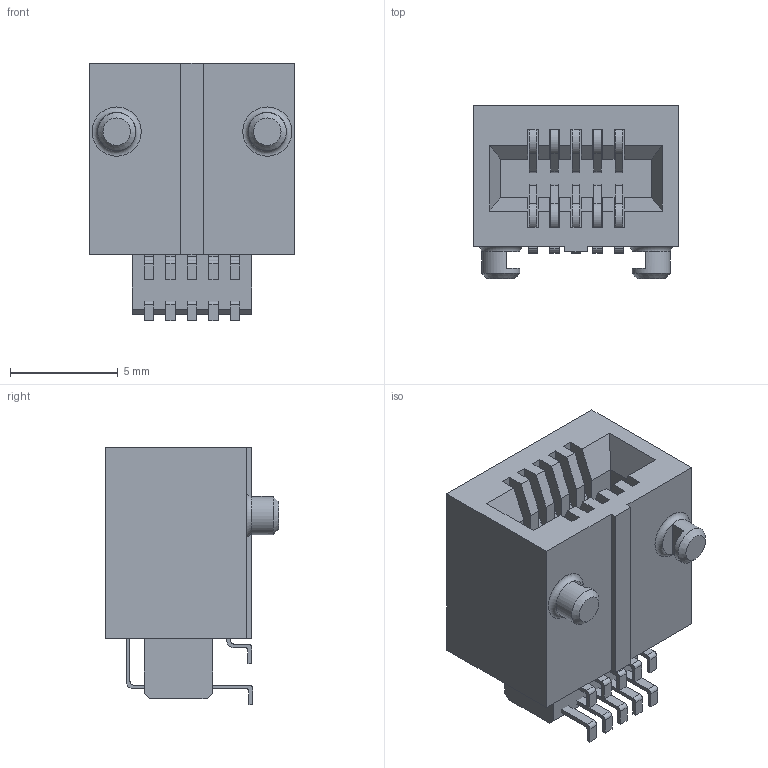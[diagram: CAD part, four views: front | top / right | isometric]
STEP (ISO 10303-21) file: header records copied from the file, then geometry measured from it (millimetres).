
FILE_DESCRIPTION(/* description */ ('STEP AP214'),/* implementation_level */ '2;1');
FILE_NAME(/* name */ 'MEC1-105-02-L-D-RA1-NP-SL-TR',/* time_stamp */ '2025-05-05T21:35:03+02:00',/* author */ ('License CC BY-ND 4.0'),/* organization */ ('CADENAS'),/* preprocessor_version */ 'ST-DEVELOPER v19.3',/* originating_system */ 'PARTsolutions',/* authorisation */ ' ');
FILE_SCHEMA (('AUTOMOTIVE_DESIGN {1 0 10303 214 3 1 1}'));
Length unit declared in the file: inch
Products named in the file (3): MEC1-105-02-L-D-RA1-NP-SL-TR; MEC1-105-02-D-RA1-NP_socket; MEC1-105-02-D-RA1-NP_pins
Assembly tree (2 placements, depth 2):
  MEC1-105-02-L-D-RA1-NP-SL-TR
    MEC1-105-02-D-RA1-NP_socket
    MEC1-105-02-D-RA1-NP_pins
Bounding box: 9.54 x 8.08 x 11.96 mm (x, y, z)
Volume: 460.4 mm3; surface area: 1066.7 mm2
Topology: 2 solids, 2 shells, 360 faces, 1045 edges, 693 vertices
Faces by surface type: plane 274, cylinder 82, cone 2, torus 2
Full cylindrical faces by diameter (mm): 1.778 x2
Entity records: 11794 total; most frequent: CARTESIAN_POINT 2089, ORIENTED_EDGE 2072, DIRECTION 1934, EDGE_CURVE 1036, LINE 864, VECTOR 864, VERTEX_POINT 690, AXIS2_PLACEMENT_3D 535
